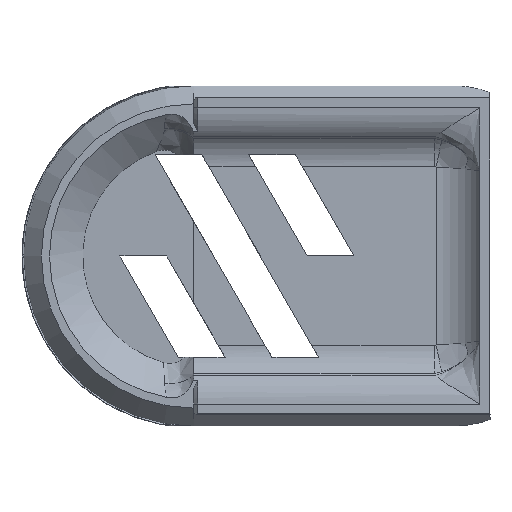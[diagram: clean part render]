
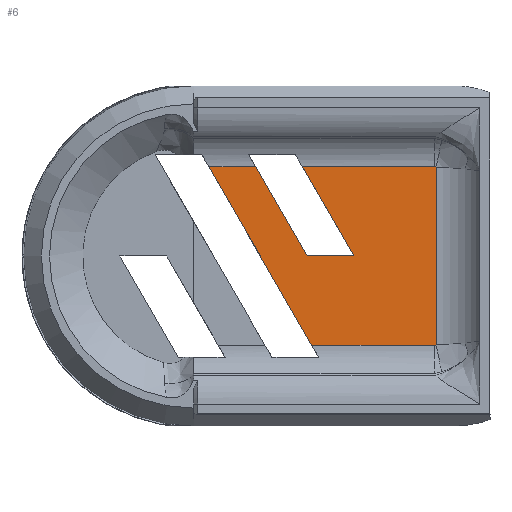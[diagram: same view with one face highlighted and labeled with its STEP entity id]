
A CAD part, front view. The second image highlights one B-rep face of the part: STEP entity #6.
In plain terms, the highlighted planar face has unit normal (0, -1, 0).
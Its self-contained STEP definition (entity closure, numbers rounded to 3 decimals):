
#6 = ADVANCED_FACE ( 'NONE', ( #1744 ), #238, .T. ) ;
#79 = LINE ( 'NONE', #1668, #189 ) ;
#86 = VECTOR ( 'NONE', #714, 1000. ) ;
#183 = CARTESIAN_POINT ( 'NONE',  ( -27.666, 44.737, 22.802 ) ) ;
#185 = CARTESIAN_POINT ( 'NONE',  ( -0.511, 44.737, 31.605 ) ) ;
#189 = VECTOR ( 'NONE', #299, 1000. ) ;
#238 = PLANE ( 'NONE',  #841 ) ;
#295 = CARTESIAN_POINT ( 'NONE',  ( -32.048, 44.737, 22.807 ) ) ;
#299 = DIRECTION ( 'NONE',  ( -0.5, 0., 0.866 ) ) ;
#303 = B_SPLINE_CURVE_WITH_KNOTS ( 'NONE', 3,
 ( #2526, #2758, #2589, #2787 ),
 .UNSPECIFIED., .F., .F.,
 ( 4, 4 ),
 ( 0., 0. ),
 .UNSPECIFIED. ) ;
#422 = LINE ( 'NONE', #1514, #1773 ) ;
#443 = EDGE_CURVE ( 'NONE', #2765, #2322, #2216, .T. ) ;
#473 = LINE ( 'NONE', #1373, #86 ) ;
#564 = EDGE_LOOP ( 'NONE', ( #1207, #2365, #2516, #1059, #1107, #1950, #2204, #1082, #1575, #1923 ) ) ;
#587 = VERTEX_POINT ( 'NONE', #2756 ) ;
#618 = DIRECTION ( 'NONE',  ( 0., 0., 1. ) ) ;
#667 = DIRECTION ( 'NONE',  ( -0.5, 0., 0.866 ) ) ;
#684 = CARTESIAN_POINT ( 'NONE',  ( -31.997, 44.737, 22.818 ) ) ;
#714 = DIRECTION ( 'NONE',  ( 0.5, 0., -0.866 ) ) ;
#752 = CARTESIAN_POINT ( 'NONE',  ( -54.44, 44.737, 40.408 ) ) ;
#841 = AXIS2_PLACEMENT_3D ( 'NONE', #1141, #2818, #1556 ) ;
#899 = VECTOR ( 'NONE', #1884, 1000. ) ;
#940 = EDGE_CURVE ( 'NONE', #2151, #1085, #1491, .T. ) ;
#1059 = ORIENTED_EDGE ( 'NONE', *, *, #2215, .T. ) ;
#1082 = ORIENTED_EDGE ( 'NONE', *, *, #2185, .F. ) ;
#1085 = VERTEX_POINT ( 'NONE', #2017 ) ;
#1107 = ORIENTED_EDGE ( 'NONE', *, *, #1293, .T. ) ;
#1125 = VECTOR ( 'NONE', #618, 1000. ) ;
#1137 = CARTESIAN_POINT ( 'NONE',  ( -32.153, 44.737, 22.802 ) ) ;
#1141 = CARTESIAN_POINT ( 'NONE',  ( -0.511, 44.737, 0. ) ) ;
#1159 = CARTESIAN_POINT ( 'NONE',  ( -32.153, 44.737, 40.408 ) ) ;
#1160 = CARTESIAN_POINT ( 'NONE',  ( -32.1, 44.737, 22.802 ) ) ;
#1207 = ORIENTED_EDGE ( 'NONE', *, *, #2334, .T. ) ;
#1251 = VERTEX_POINT ( 'NONE', #2187 ) ;
#1293 = EDGE_CURVE ( 'NONE', #2186, #1439, #1709, .T. ) ;
#1311 = EDGE_CURVE ( 'NONE', #1085, #1439, #422, .T. ) ;
#1373 = CARTESIAN_POINT ( 'NONE',  ( -19.996, 44.737, -11.25 ) ) ;
#1411 = LINE ( 'NONE', #2763, #899 ) ;
#1439 = VERTEX_POINT ( 'NONE', #1829 ) ;
#1453 = VECTOR ( 'NONE', #1935, 1000. ) ;
#1491 = LINE ( 'NONE', #185, #1453 ) ;
#1503 = CARTESIAN_POINT ( 'NONE',  ( -0.511, 44.737, 40.408 ) ) ;
#1514 = CARTESIAN_POINT ( 'NONE',  ( -16.532, 44.737, -9.25 ) ) ;
#1551 = EDGE_CURVE ( 'NONE', #2322, #2162, #2852, .T. ) ;
#1556 = DIRECTION ( 'NONE',  ( 0., 0., -1. ) ) ;
#1575 = ORIENTED_EDGE ( 'NONE', *, *, #1851, .T. ) ;
#1589 = VECTOR ( 'NONE', #2161, 1000. ) ;
#1668 = CARTESIAN_POINT ( 'NONE',  ( -23.46, 44.737, -13.25 ) ) ;
#1682 = VECTOR ( 'NONE', #1738, 1000. ) ;
#1709 = LINE ( 'NONE', #1503, #1682 ) ;
#1738 = DIRECTION ( 'NONE',  ( -1., 0., 0. ) ) ;
#1744 = FACE_OUTER_BOUND ( 'NONE', #564, .T. ) ;
#1773 = VECTOR ( 'NONE', #667, 1000. ) ;
#1786 = CARTESIAN_POINT ( 'NONE',  ( -31.997, 44.737, 22.818 ) ) ;
#1825 = CARTESIAN_POINT ( 'NONE',  ( -32.153, 44.737, 22.802 ) ) ;
#1829 = CARTESIAN_POINT ( 'NONE',  ( -45.202, 44.737, 40.408 ) ) ;
#1851 = EDGE_CURVE ( 'NONE', #1251, #2873, #1411, .T. ) ;
#1884 = DIRECTION ( 'NONE',  ( -1., 0., 0. ) ) ;
#1923 = ORIENTED_EDGE ( 'NONE', *, *, #2859, .F. ) ;
#1935 = DIRECTION ( 'NONE',  ( 1., 0., 0. ) ) ;
#1950 = ORIENTED_EDGE ( 'NONE', *, *, #1311, .F. ) ;
#2017 = CARTESIAN_POINT ( 'NONE',  ( -40.119, 44.737, 31.605 ) ) ;
#2058 = CARTESIAN_POINT ( 'NONE',  ( -44.738, 44.737, 31.605 ) ) ;
#2151 = VERTEX_POINT ( 'NONE', #2058 ) ;
#2161 = DIRECTION ( 'NONE',  ( 1., 0., 0. ) ) ;
#2162 = VERTEX_POINT ( 'NONE', #2685 ) ;
#2185 = EDGE_CURVE ( 'NONE', #1251, #2151, #473, .T. ) ;
#2186 = VERTEX_POINT ( 'NONE', #1159 ) ;
#2187 = CARTESIAN_POINT ( 'NONE',  ( -49.821, 44.737, 40.408 ) ) ;
#2204 = ORIENTED_EDGE ( 'NONE', *, *, #940, .F. ) ;
#2215 = EDGE_CURVE ( 'NONE', #2162, #2186, #303, .T. ) ;
#2216 = B_SPLINE_CURVE_WITH_KNOTS ( 'NONE', 3,
 ( #1825, #1160, #295, #1786 ),
 .UNSPECIFIED., .F., .F.,
 ( 4, 4 ),
 ( 0., 0. ),
 .UNSPECIFIED. ) ;
#2322 = VERTEX_POINT ( 'NONE', #684 ) ;
#2334 = EDGE_CURVE ( 'NONE', #587, #2765, #2815, .T. ) ;
#2365 = ORIENTED_EDGE ( 'NONE', *, *, #443, .T. ) ;
#2516 = ORIENTED_EDGE ( 'NONE', *, *, #1551, .T. ) ;
#2526 = CARTESIAN_POINT ( 'NONE',  ( -31.997, 44.737, 40.392 ) ) ;
#2589 = CARTESIAN_POINT ( 'NONE',  ( -32.1, 44.737, 40.408 ) ) ;
#2597 = CARTESIAN_POINT ( 'NONE',  ( -31.997, 44.737, 40.408 ) ) ;
#2685 = CARTESIAN_POINT ( 'NONE',  ( -31.997, 44.737, 40.392 ) ) ;
#2756 = CARTESIAN_POINT ( 'NONE',  ( -44.274, 44.737, 22.802 ) ) ;
#2758 = CARTESIAN_POINT ( 'NONE',  ( -32.048, 44.737, 40.403 ) ) ;
#2763 = CARTESIAN_POINT ( 'NONE',  ( -0.511, 44.737, 40.408 ) ) ;
#2765 = VERTEX_POINT ( 'NONE', #1137 ) ;
#2787 = CARTESIAN_POINT ( 'NONE',  ( -32.153, 44.737, 40.408 ) ) ;
#2815 = LINE ( 'NONE', #183, #1589 ) ;
#2818 = DIRECTION ( 'NONE',  ( 0., -1., 0. ) ) ;
#2852 = LINE ( 'NONE', #2597, #1125 ) ;
#2859 = EDGE_CURVE ( 'NONE', #587, #2873, #79, .T. ) ;
#2873 = VERTEX_POINT ( 'NONE', #752 ) ;
